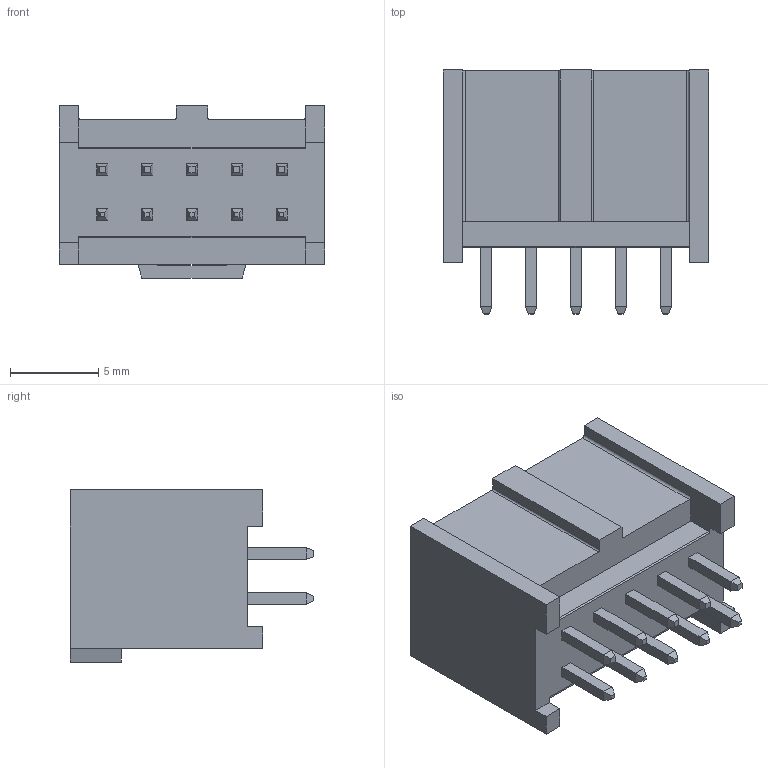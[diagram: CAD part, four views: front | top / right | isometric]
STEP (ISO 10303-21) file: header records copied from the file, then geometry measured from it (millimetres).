
FILE_DESCRIPTION((''),'2;1');
FILE_NAME('901301110','2013-04-05T',('me'),(''),'PRO/ENGINEER BY PARAMETRIC TECHNOLOGY CORPORATION, 2011490','PRO/ENGINEER BY PARAMETRIC TECHNOLOGY CORPORATION, 2011490','');
FILE_SCHEMA(('CONFIG_CONTROL_DESIGN'));
Length unit declared in the file: millimetre
Products named in the file (1): 901301110
Bounding box: 15.04 x 13.8 x 9.75 mm (x, y, z)
Volume: 613.8 mm3; surface area: 1332.2 mm2
Topology: 1 solids, 1 shells, 237 faces, 564 edges, 348 vertices
Faces by surface type: plane 233, cylinder 4
Entity records: 6636 total; most frequent: CARTESIAN_POINT 1149, ORIENTED_EDGE 1128, DIRECTION 1046, EDGE_CURVE 564, VECTOR 556, LINE 556, VERTEX_POINT 348, EDGE_LOOP 258
